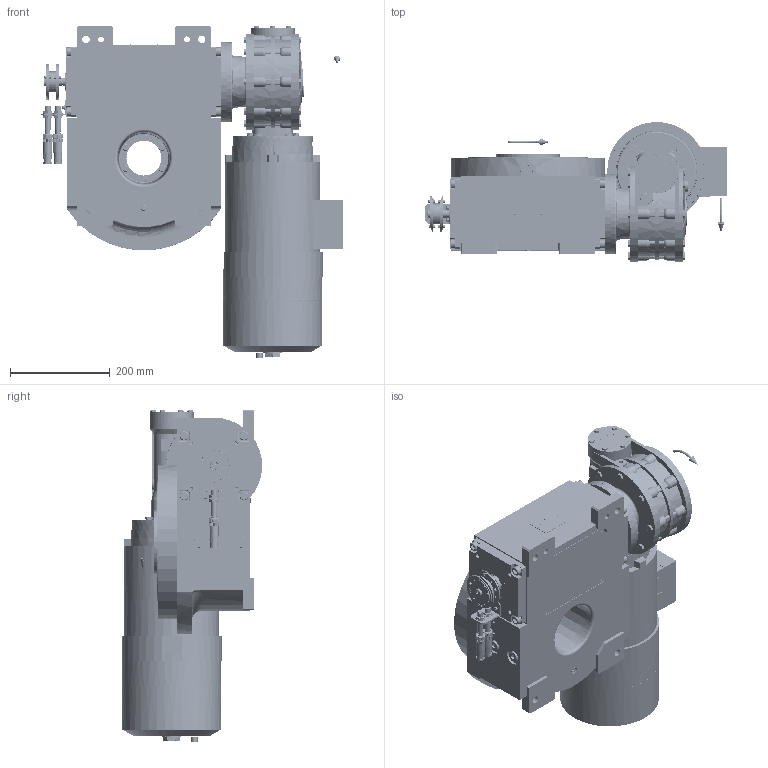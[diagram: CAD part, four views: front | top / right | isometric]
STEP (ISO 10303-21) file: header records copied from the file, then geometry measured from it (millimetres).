
FILE_DESCRIPTION (( 'STEP AP203' ), '1' );
FILE_NAME ('PC5201829.step', '2026-02-10T09:06:05', ( '' ), ( '' ), 'SwSTEP 2.0', 'SolidWorks 2020', '' );
FILE_SCHEMA (( 'CONFIG_CONTROL_DESIGN' ));
Length unit declared in the file: millimetre
Products named in the file (96): RMI85_F3_DX_100B14; rig09_017; CFN2000_01_185.stp; cfn2107_01_001; cfn2077_01_036; CFN2356_03_053.stp; AS_900_38_10_028; cfn2476_01_002_60x46; 900_38_10_028; rig09_007_master; rig09_071_8_m.stp; PC5201829; RIG09_005_ASM.stp; cfn2128_19_002; cfn2000_01_161; CFN2203_02_002.stp; cfn2003_01_054; cfn2401_02_005; cfn2000_01_099; rig09_003_8; CFN2104_02_018.stp; cfn2115_02_194; cfn2000_01_184; cfn2151_01_167; AS_rig09_016; cfn2155_01_196; cfn2155_01_095; AS_cfn2476_01_002_60x46; rig09_002_bl_008; cfn2000_01_081; freccia_angolare_albero; AS_rig09_017; cfn2070_05_009; AS_rig09_071_8_m; RIG09_021_AF0.stp; cfn2000_01_126; cfn2104_01_018; cfn2276_01_056; AS_900_00_00_005; cfn2128_04_002 ...
Assembly tree (88 placements, depth 5):
  cfn2077_01_036
  CFN2356_03_053.stp
  rig09_007_master
  PC5201829
    rig09_001_a
    AS_cfn2476_01_002_60x46
      cfn2476_01_002_60x46
      cfn2107_01_001
      cfn2107_01_001
    AS_rig09_071_8_m
      rig09_071_8_m.stp
        RIG09_005_ASM.stp
          RIG09_005_AF0.stp
          RIG09_021_AF0.stp
          CFN2000_01_185.stp
          CFN2000_01_185.stp
          CFN2104_02_018.stp
        CFN2155_01_195.stp
        CFN2010_02_002.stp
      rig09_003_8
      cfn2000_01_099
      cfn2000_01_099
      cfn2000_01_099
      cfn2000_01_099
      cfn2000_01_099
      cfn2000_01_099
      cfn2000_01_099
      cfn2000_01_099
      cfn2104_01_018  x2
    AS_rig09_017
      rig09_017
      cfn2000_01_126
      cfn2000_01_126
      cfn2000_01_126
      cfn2000_01_126
      cfn2000_01_126
      cfn2000_01_126
      cfn2155_01_196
    AS_rig09_004
      rig09_004
      cfn2000_01_081
      cfn2155_01_095
      cfn2070_05_009
      cfn2000_01_081
      cfn2000_01_081
      cfn2000_01_081
    AS_rig09_004
      rig09_004
      cfn2000_01_081
      cfn2155_01_095
      cfn2070_05_009
      cfn2000_01_081
      cfn2000_01_081
      cfn2000_01_081
    AS_rig09_002_bl_008
      rig09_002_bl_008
      cfn2115_02_145
    rig09_010_s_001
    cfn2128_04_002  x3
    cfn2128_19_002
Bounding box: 604 x 281.47 x 666 mm (x, y, z)
Volume: 21569092.6 mm3; surface area: 1985188.6 mm2
Topology: 76 solids, 76 shells, 5828 faces, 14759 edges, 9390 vertices
Faces by surface type: plane 2744, cylinder 1875, cone 942, torus 228, bspline 35, sphere 4
Entity records: 169573 total; most frequent: CARTESIAN_POINT 46567, ORIENTED_EDGE 23554, DIRECTION 23537, EDGE_CURVE 11777, AXIS2_PLACEMENT_3D 8640, VERTEX_POINT 7564, VECTOR 6257, LINE 6257
